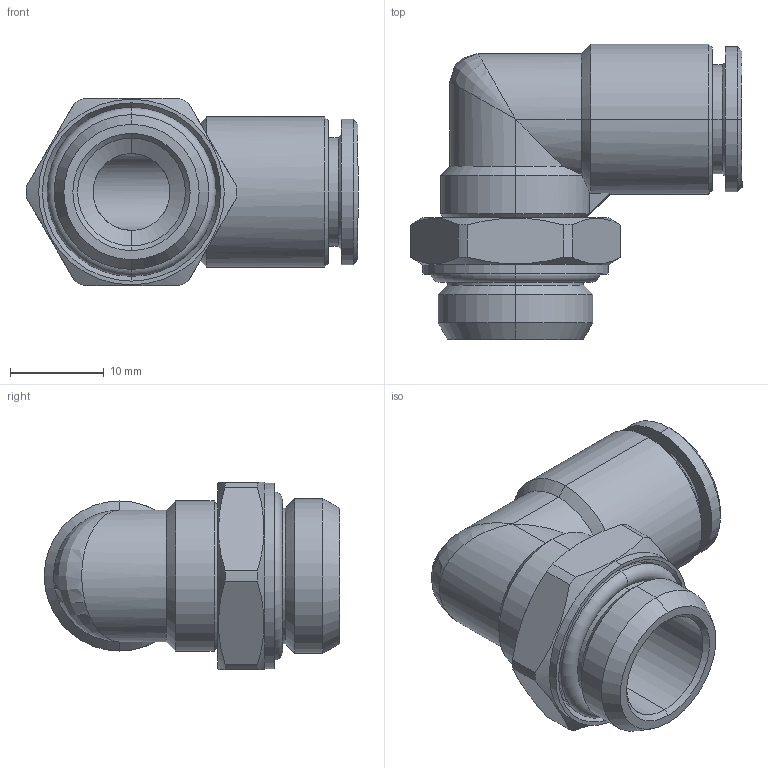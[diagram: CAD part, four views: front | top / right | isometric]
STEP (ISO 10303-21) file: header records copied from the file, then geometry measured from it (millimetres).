
FILE_DESCRIPTION (( 'STEP AP203' ), '1' );
FILE_NAME ('B0080053.STEP', '2011-03-23T13:20:47', ( '' ), ( 'sopra-pneumatic' ), 'SwSTEP 2.0', 'SolidWorks 2009', '' );
FILE_SCHEMA (( 'CONFIG_CONTROL_DESIGN' ));
Length unit declared in the file: millimetre
Products named in the file (1): B0080053
Bounding box: 35.4 x 31.5 x 20 mm (x, y, z)
Volume: 5940.2 mm3; surface area: 5048.7 mm2
Topology: 2 solids, 4 shells, 105 faces, 234 edges, 140 vertices
Faces by surface type: cylinder 43, cone 32, plane 25, torus 4, bspline 1
Entity records: 3720 total; most frequent: CARTESIAN_POINT 1327, DIRECTION 510, ORIENTED_EDGE 464, EDGE_CURVE 232, AXIS2_PLACEMENT_3D 208, VERTEX_POINT 140, EDGE_LOOP 114, FACE_OUTER_BOUND 105
